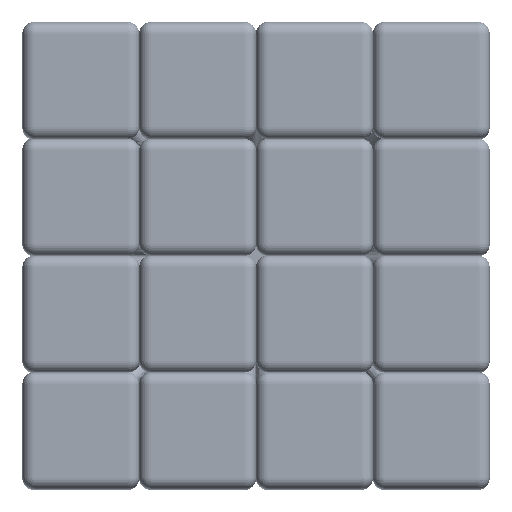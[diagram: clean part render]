
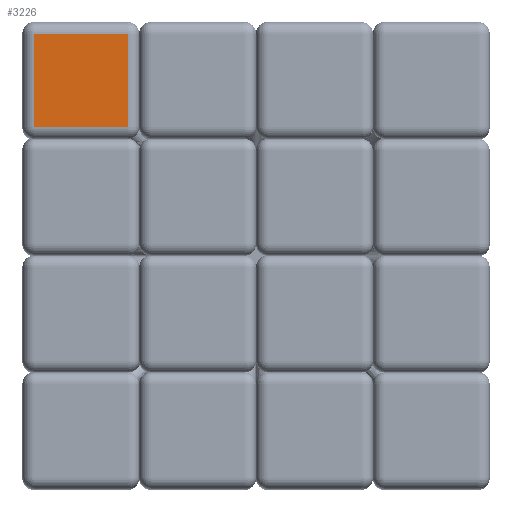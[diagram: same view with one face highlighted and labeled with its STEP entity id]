
A CAD part, top view. The second image highlights one B-rep face of the part: STEP entity #3226.
In plain terms, the highlighted planar face has unit normal (0, 0, 1).
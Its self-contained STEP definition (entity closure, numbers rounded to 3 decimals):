
#3226=ADVANCED_FACE('',(#8900),#8902,.F.);
#8900=FACE_BOUND('',#8901,.T.);
#8901=EDGE_LOOP('',(#16575,#16576,#16577,#16578));
#8902=PLANE('',#8903);
#8903=AXIS2_PLACEMENT_3D('',#8904,#8905,#8906);
#8904=CARTESIAN_POINT('',(30.,-15.,30.));
#8905=DIRECTION('',(0.,0.,-1.));
#8906=DIRECTION('',(-1.,0.,0.));
#16575=ORIENTED_EDGE('',*,*,#18220,.T.);
#16576=ORIENTED_EDGE('',*,*,#18221,.T.);
#16577=ORIENTED_EDGE('',*,*,#18222,.T.);
#16578=ORIENTED_EDGE('',*,*,#18223,.T.);
#18220=EDGE_CURVE('',#19408,#19409,#19410,.T.);
#18221=EDGE_CURVE('',#19409,#19411,#19412,.T.);
#18222=EDGE_CURVE('',#19411,#19413,#19414,.T.);
#18223=EDGE_CURVE('',#19413,#19408,#19415,.T.);
#19408=VERTEX_POINT('',#27183);
#19409=VERTEX_POINT('',#27184);
#19410=LINE('',#27185,#27186);
#19411=VERTEX_POINT('',#27188);
#19412=LINE('',#27189,#27190);
#19413=VERTEX_POINT('',#27192);
#19414=LINE('',#27193,#27194);
#19415=LINE('',#27196,#27197);
#27183=CARTESIAN_POINT('',(16.5,-16.5,30.));
#27184=CARTESIAN_POINT('',(16.5,-28.5,30.));
#27185=CARTESIAN_POINT('',(16.5,-16.5,30.));
#27186=VECTOR('',#27187,1.);
#27187=DIRECTION('',(0.,-1.,0.));
#27188=CARTESIAN_POINT('',(28.5,-28.5,30.));
#27189=CARTESIAN_POINT('',(16.5,-28.5,30.));
#27190=VECTOR('',#27191,1.);
#27191=DIRECTION('',(1.,0.,0.));
#27192=CARTESIAN_POINT('',(28.5,-16.5,30.));
#27193=CARTESIAN_POINT('',(28.5,-28.5,30.));
#27194=VECTOR('',#27195,1.);
#27195=DIRECTION('',(0.,1.,0.));
#27196=CARTESIAN_POINT('',(28.5,-16.5,30.));
#27197=VECTOR('',#27198,1.);
#27198=DIRECTION('',(-1.,0.,0.));
